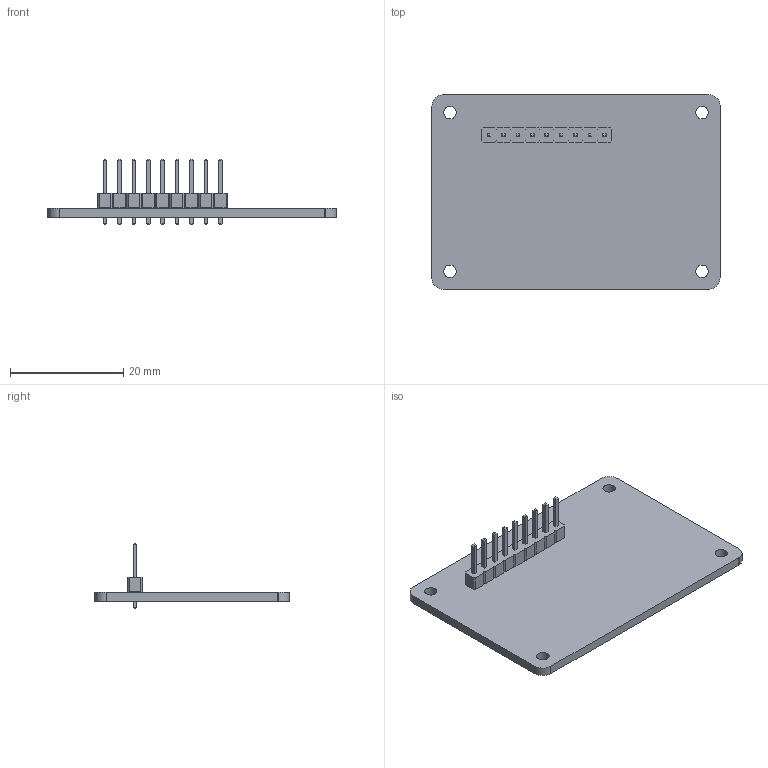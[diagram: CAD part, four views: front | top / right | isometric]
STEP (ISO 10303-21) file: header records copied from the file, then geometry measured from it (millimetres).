
FILE_DESCRIPTION(('KiCad electronic assembly'),'2;1');
FILE_NAME('love-letters.step','2025-01-09T21:19:55',('Pcbnew'),('Kicad') ,'Open CASCADE STEP processor 7.8','KiCad to STEP converter','Unknown' );
FILE_SCHEMA(('AUTOMOTIVE_DESIGN { 1 0 10303 214 1 1 1 1 }'));
Length unit declared in the file: millimetre
Products named in the file (4): love-letters 1; PinHeader_1x09_P2.54mm_Vertical; PinHeader_1x09_P254mm_Vertical; _autosave-love-letters_PCB
Assembly tree (3 placements, depth 3):
  love-letters 1
    PinHeader_1x09_P2.54mm_Vertical
      PinHeader_1x09_P254mm_Vertical
    _autosave-love-letters_PCB
Bounding box: 50.8 x 34.29 x 11.54 mm (x, y, z)
Volume: 2923.2 mm3; surface area: 4240.9 mm2
Topology: 2 solids, 2 shells, 247 faces, 603 edges, 378 vertices
Faces by surface type: plane 230, cylinder 17
Full cylindrical faces by diameter (mm): 1 x9, 2.2 x4
Entity records: 8701 total; most frequent: CARTESIAN_POINT 1232, ORIENTED_EDGE 1206, DIRECTION 1139, EDGE_CURVE 603, LINE 569, VECTOR 569, VERTEX_POINT 378, FACE_BOUND 291
